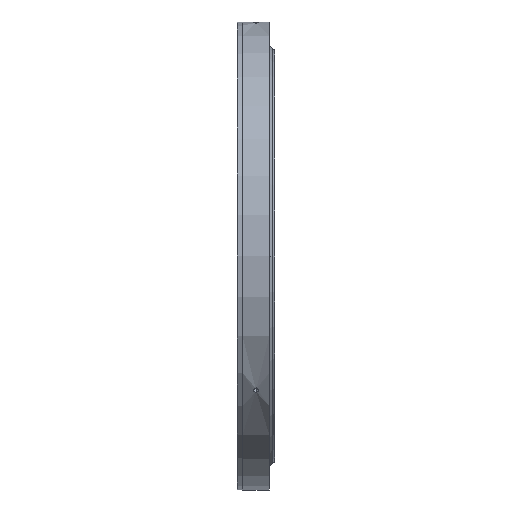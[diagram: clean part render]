
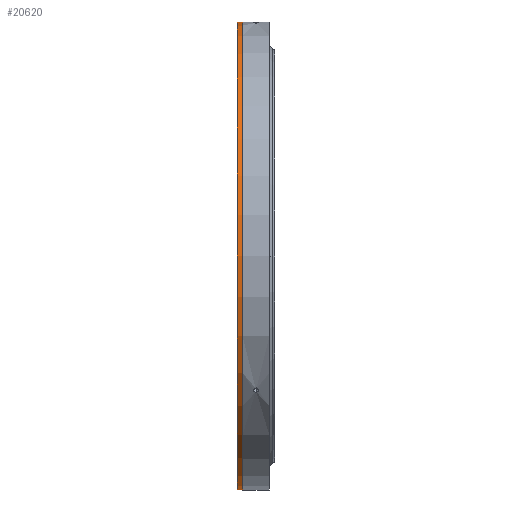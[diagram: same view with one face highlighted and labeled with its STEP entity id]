
A CAD part, left-side view. The second image highlights one B-rep face of the part: STEP entity #20620.
In plain terms, the highlighted cylindrical face has radius 435 mm (diameter 870 mm), a partial arc.
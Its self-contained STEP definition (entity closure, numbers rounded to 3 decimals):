
#990 = VECTOR ( 'NONE', #11810, 1000. ) ;
#1039 = LINE ( 'NONE', #5328, #990 ) ;
#1180 = DIRECTION ( 'NONE',  ( 0., -1., 0. ) ) ;
#1715 = EDGE_CURVE ( 'NONE', #7919, #18016, #13206, .T. ) ;
#2241 = CARTESIAN_POINT ( 'NONE',  ( 0., 35., -435. ) ) ;
#2362 = ORIENTED_EDGE ( 'NONE', *, *, #1715, .F. ) ;
#2839 = CARTESIAN_POINT ( 'NONE',  ( 0., 35., 0. ) ) ;
#2844 = DIRECTION ( 'NONE',  ( 0., 1., 0. ) ) ;
#2864 = DIRECTION ( 'NONE',  ( 0., 0., 1. ) ) ;
#5328 = CARTESIAN_POINT ( 'NONE',  ( 0., -61.11, 435. ) ) ;
#5555 = VERTEX_POINT ( 'NONE', #9946 ) ;
#6867 = AXIS2_PLACEMENT_3D ( 'NONE', #23225, #15510, #18064 ) ;
#7011 = VERTEX_POINT ( 'NONE', #11407 ) ;
#7919 = VERTEX_POINT ( 'NONE', #2241 ) ;
#8407 = ORIENTED_EDGE ( 'NONE', *, *, #24022, .F. ) ;
#8858 = CARTESIAN_POINT ( 'NONE',  ( 0., 35., 435. ) ) ;
#9713 = ORIENTED_EDGE ( 'NONE', *, *, #24453, .T. ) ;
#9946 = CARTESIAN_POINT ( 'NONE',  ( 0., 25., -435. ) ) ;
#10315 = CIRCLE ( 'NONE', #12648, 435. ) ;
#11262 = CYLINDRICAL_SURFACE ( 'NONE', #6867, 435. ) ;
#11407 = CARTESIAN_POINT ( 'NONE',  ( 0., 25., 435. ) ) ;
#11810 = DIRECTION ( 'NONE',  ( 0., -1., 0. ) ) ;
#11926 = FACE_OUTER_BOUND ( 'NONE', #19897, .T. ) ;
#12648 = AXIS2_PLACEMENT_3D ( 'NONE', #24005, #24091, #21251 ) ;
#12692 = AXIS2_PLACEMENT_3D ( 'NONE', #2839, #2844, #2864 ) ;
#13206 = CIRCLE ( 'NONE', #12692, 435. ) ;
#14612 = CARTESIAN_POINT ( 'NONE',  ( 0., -61.11, -435. ) ) ;
#14986 = ORIENTED_EDGE ( 'NONE', *, *, #23387, .F. ) ;
#15510 = DIRECTION ( 'NONE',  ( 0., -1., 0. ) ) ;
#18016 = VERTEX_POINT ( 'NONE', #8858 ) ;
#18064 = DIRECTION ( 'NONE',  ( 0., 0., 1. ) ) ;
#19897 = EDGE_LOOP ( 'NONE', ( #2362, #9713, #8407, #14986 ) ) ;
#20620 = ADVANCED_FACE ( 'NONE', ( #11926 ), #11262, .T. ) ;
#21251 = DIRECTION ( 'NONE',  ( 0., 0., 1. ) ) ;
#23154 = VECTOR ( 'NONE', #1180, 1000. ) ;
#23225 = CARTESIAN_POINT ( 'NONE',  ( 0., -61.11, 0. ) ) ;
#23387 = EDGE_CURVE ( 'NONE', #18016, #7011, #1039, .T. ) ;
#23781 = LINE ( 'NONE', #14612, #23154 ) ;
#24005 = CARTESIAN_POINT ( 'NONE',  ( 0., 25., 0. ) ) ;
#24022 = EDGE_CURVE ( 'NONE', #7011, #5555, #10315, .T. ) ;
#24091 = DIRECTION ( 'NONE',  ( 0., -1., 0. ) ) ;
#24453 = EDGE_CURVE ( 'NONE', #7919, #5555, #23781, .T. ) ;
